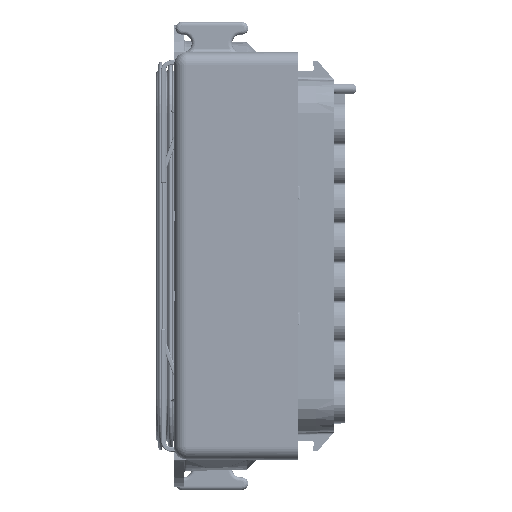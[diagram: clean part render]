
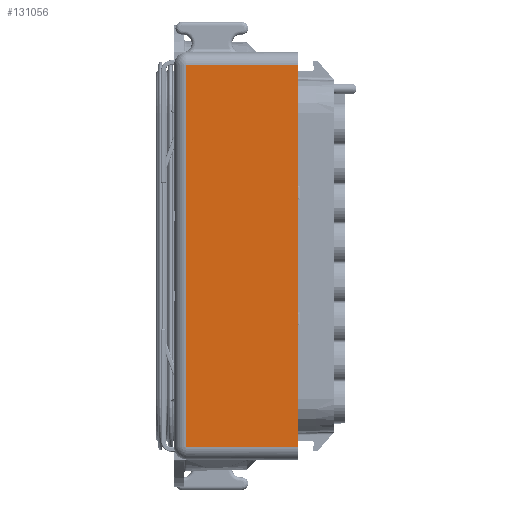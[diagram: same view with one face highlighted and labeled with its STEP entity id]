
A CAD part, left-side view. The second image highlights one B-rep face of the part: STEP entity #131056.
In plain terms, the highlighted planar face has unit normal (-1, 0.018, 0).
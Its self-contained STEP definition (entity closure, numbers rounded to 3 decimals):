
#736=DIRECTION('',(0.017,1.,0.));
#737=VECTOR('',#736,22.047);
#738=CARTESIAN_POINT('',(-84.928,-18.5,-37.85));
#739=LINE('',#738,#737);
#740=DIRECTION('',(0.,0.,1.));
#741=VECTOR('',#740,75.7);
#742=CARTESIAN_POINT('',(-84.543,3.544,-37.85));
#743=LINE('',#742,#741);
#744=DIRECTION('',(-0.017,-1.,0.));
#745=VECTOR('',#744,22.047);
#746=CARTESIAN_POINT('',(-84.543,3.544,37.85));
#747=LINE('',#746,#745);
#986=CARTESIAN_POINT('',(-84.928,-18.5,-37.85));
#996=DIRECTION('',(0.,0.,-1.));
#997=VECTOR('',#996,75.7);
#998=CARTESIAN_POINT('',(-84.928,-18.5,37.85));
#999=LINE('',#998,#997);
#1008=CARTESIAN_POINT('',(-84.928,-18.5,37.85));
#120632=VERTEX_POINT('',#986);
#120634=CARTESIAN_POINT('',(-84.543,3.544,-37.85));
#120635=VERTEX_POINT('',#120634);
#120636=CARTESIAN_POINT('',(-84.543,3.544,37.85));
#120637=VERTEX_POINT('',#120636);
#120639=VERTEX_POINT('',#1008);
#131043=CARTESIAN_POINT('',(-84.5,6.,40.35));
#131044=DIRECTION('',(-1.,0.017,0.));
#131045=DIRECTION('',(-0.017,-1.,0.));
#131046=AXIS2_PLACEMENT_3D('',#131043,#131044,#131045);
#131047=PLANE('',#131046);
#131049=ORIENTED_EDGE('',*,*,#131048,.T.);
#131050=ORIENTED_EDGE('',*,*,#131017,.T.);
#131051=ORIENTED_EDGE('',*,*,#130969,.T.);
#131053=ORIENTED_EDGE('',*,*,#131052,.T.);
#131054=EDGE_LOOP('',(#131049,#131050,#131051,#131053));
#131055=FACE_OUTER_BOUND('',#131054,.F.);
#131056=ADVANCED_FACE('',(#131055),#131047,.T.);
#130969=EDGE_CURVE('',#120637,#120639,#747,.T.);
#131017=EDGE_CURVE('',#120635,#120637,#743,.T.);
#131048=EDGE_CURVE('',#120632,#120635,#739,.T.);
#131052=EDGE_CURVE('',#120639,#120632,#999,.T.);
